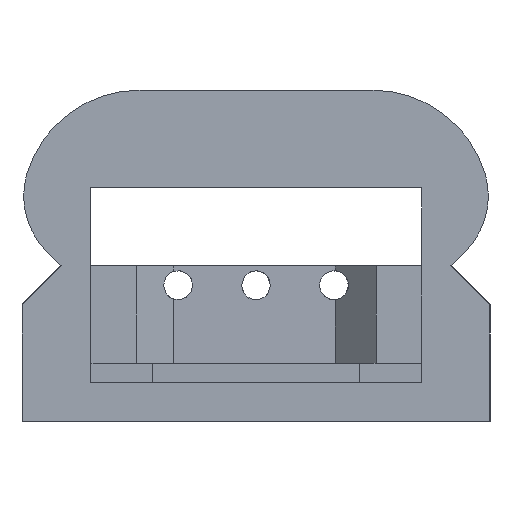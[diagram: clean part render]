
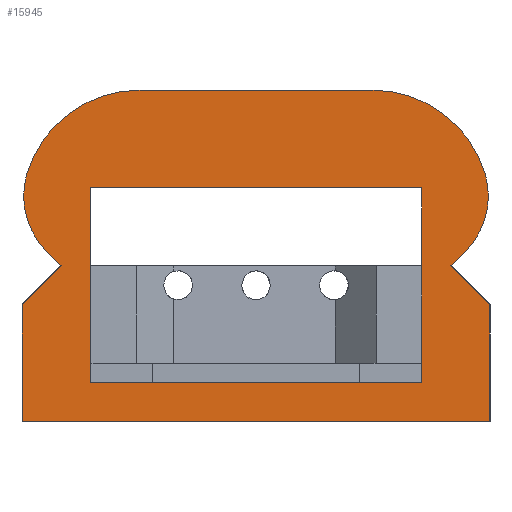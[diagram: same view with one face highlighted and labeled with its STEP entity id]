
A CAD part, left-side view. The second image highlights one B-rep face of the part: STEP entity #15945.
In plain terms, the highlighted planar face has unit normal (-1, 0, 0).
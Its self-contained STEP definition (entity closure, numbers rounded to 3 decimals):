
#241 = AXIS2_PLACEMENT_3D ( 'NONE', #17352, #8000, #13441 ) ;
#256 = CIRCLE ( 'NONE', #5111, 3. ) ;
#332 = CARTESIAN_POINT ( 'NONE',  ( -329.699, 7.263, 3. ) ) ;
#353 = CARTESIAN_POINT ( 'NONE',  ( -329.699, -4.737, 3. ) ) ;
#660 = VERTEX_POINT ( 'NONE', #5363 ) ;
#704 = CARTESIAN_POINT ( 'NONE',  ( -329.699, -2.986, 4. ) ) ;
#723 = EDGE_CURVE ( 'NONE', #6181, #7232, #5398, .T. ) ;
#768 = ORIENTED_EDGE ( 'NONE', *, *, #1144, .T. ) ;
#776 = DIRECTION ( 'NONE',  ( -1., 0., 0. ) ) ;
#1040 = VECTOR ( 'NONE', #7926, 1000. ) ;
#1095 = VECTOR ( 'NONE', #17521, 1000. ) ;
#1108 = VECTOR ( 'NONE', #4774, 1000. ) ;
#1144 = EDGE_CURVE ( 'NONE', #14142, #16966, #5469, .T. ) ;
#1198 = VERTEX_POINT ( 'NONE', #5292 ) ;
#1220 = ORIENTED_EDGE ( 'NONE', *, *, #3455, .F. ) ;
#1522 = VERTEX_POINT ( 'NONE', #14911 ) ;
#1528 = DIRECTION ( 'NONE',  ( -1., 0., 0. ) ) ;
#1538 = CARTESIAN_POINT ( 'NONE',  ( -329.699, -3.737, 4. ) ) ;
#1604 = VECTOR ( 'NONE', #13418, 1000. ) ;
#1914 = CARTESIAN_POINT ( 'NONE',  ( -329.699, 7.263, 0. ) ) ;
#1967 = CARTESIAN_POINT ( 'NONE',  ( -329.699, 6.263, 4. ) ) ;
#2166 = ORIENTED_EDGE ( 'NONE', *, *, #10316, .F. ) ;
#2210 = ORIENTED_EDGE ( 'NONE', *, *, #3276, .T. ) ;
#2506 = LINE ( 'NONE', #9478, #1604 ) ;
#2537 = PLANE ( 'NONE',  #241 ) ;
#2551 = AXIS2_PLACEMENT_3D ( 'NONE', #7498, #7162, #7421 ) ;
#2575 = EDGE_LOOP ( 'NONE', ( #14549, #2166, #12614, #5844, #11156, #13061 ) ) ;
#2732 = EDGE_CURVE ( 'NONE', #6698, #13033, #2506, .T. ) ;
#2966 = CARTESIAN_POINT ( 'NONE',  ( -329.699, -4.737, 4. ) ) ;
#2981 = CARTESIAN_POINT ( 'NONE',  ( -329.699, 7.137, 6.36 ) ) ;
#2993 = VERTEX_POINT ( 'NONE', #14282 ) ;
#3223 = ORIENTED_EDGE ( 'NONE', *, *, #14051, .T. ) ;
#3256 = ORIENTED_EDGE ( 'NONE', *, *, #3926, .T. ) ;
#3276 = EDGE_CURVE ( 'NONE', #7232, #6698, #3721, .T. ) ;
#3455 = EDGE_CURVE ( 'NONE', #10040, #1522, #16127, .T. ) ;
#3621 = CARTESIAN_POINT ( 'NONE',  ( -329.699, 6.263, 4. ) ) ;
#3633 = LINE ( 'NONE', #13196, #5072 ) ;
#3721 = LINE ( 'NONE', #3621, #4432 ) ;
#3726 = DIRECTION ( 'NONE',  ( 0., 0., -1. ) ) ;
#3926 = EDGE_CURVE ( 'NONE', #10877, #660, #5746, .T. ) ;
#4350 = LINE ( 'NONE', #6765, #7383 ) ;
#4371 = DIRECTION ( 'NONE',  ( 0., 0., -1. ) ) ;
#4432 = VECTOR ( 'NONE', #6212, 1000. ) ;
#4593 = EDGE_CURVE ( 'NONE', #2993, #16040, #12211, .T. ) ;
#4702 = CARTESIAN_POINT ( 'NONE',  ( -329.699, 5.513, 1. ) ) ;
#4717 = CARTESIAN_POINT ( 'NONE',  ( -329.699, 5.513, 6. ) ) ;
#4774 = DIRECTION ( 'NONE',  ( 0., -1., 0. ) ) ;
#4818 = DIRECTION ( 'NONE',  ( 0., 0., 1. ) ) ;
#5048 = ORIENTED_EDGE ( 'NONE', *, *, #11302, .T. ) ;
#5072 = VECTOR ( 'NONE', #6231, 1000. ) ;
#5111 = AXIS2_PLACEMENT_3D ( 'NONE', #11770, #776, #3726 ) ;
#5124 = VECTOR ( 'NONE', #4818, 1000. ) ;
#5167 = DIRECTION ( 'NONE',  ( 0., -1., 0. ) ) ;
#5290 = VECTOR ( 'NONE', #5417, 1000. ) ;
#5292 = CARTESIAN_POINT ( 'NONE',  ( -329.699, -4.611, 6.36 ) ) ;
#5350 = VERTEX_POINT ( 'NONE', #13149 ) ;
#5363 = CARTESIAN_POINT ( 'NONE',  ( -329.699, -4.109, 4.372 ) ) ;
#5398 = CIRCLE ( 'NONE', #2551, 2. ) ;
#5417 = DIRECTION ( 'NONE',  ( 0., -1., 0. ) ) ;
#5469 = LINE ( 'NONE', #9670, #11076 ) ;
#5746 = LINE ( 'NONE', #1538, #17268 ) ;
#5844 = ORIENTED_EDGE ( 'NONE', *, *, #13819, .T. ) ;
#5905 = EDGE_CURVE ( 'NONE', #9119, #2993, #7471, .T. ) ;
#6027 = CARTESIAN_POINT ( 'NONE',  ( -329.699, -4.737, 0. ) ) ;
#6177 = CIRCLE ( 'NONE', #12458, 3. ) ;
#6181 = VERTEX_POINT ( 'NONE', #2981 ) ;
#6212 = DIRECTION ( 'NONE',  ( 0., -0.707, -0.707 ) ) ;
#6231 = DIRECTION ( 'NONE',  ( 0., 1., 0. ) ) ;
#6232 = CARTESIAN_POINT ( 'NONE',  ( -329.699, 6.635, 4.372 ) ) ;
#6542 = VERTEX_POINT ( 'NONE', #12531 ) ;
#6570 = ORIENTED_EDGE ( 'NONE', *, *, #723, .T. ) ;
#6583 = LINE ( 'NONE', #2966, #7015 ) ;
#6698 = VERTEX_POINT ( 'NONE', #1967 ) ;
#6765 = CARTESIAN_POINT ( 'NONE',  ( -329.699, 7.263, 4. ) ) ;
#6909 = DIRECTION ( 'NONE',  ( 0., -1., 0. ) ) ;
#7015 = VECTOR ( 'NONE', #9848, 1000. ) ;
#7099 = EDGE_CURVE ( 'NONE', #1198, #1522, #6177, .T. ) ;
#7162 = DIRECTION ( 'NONE',  ( -1., 0., 0. ) ) ;
#7232 = VERTEX_POINT ( 'NONE', #6232 ) ;
#7383 = VECTOR ( 'NONE', #12309, 1000. ) ;
#7409 = DIRECTION ( 'NONE',  ( 0., 0., -1. ) ) ;
#7421 = DIRECTION ( 'NONE',  ( 0., 0., -1. ) ) ;
#7471 = LINE ( 'NONE', #12994, #1108 ) ;
#7498 = CARTESIAN_POINT ( 'NONE',  ( -329.699, 5.221, 5.787 ) ) ;
#7656 = VECTOR ( 'NONE', #5167, 1000. ) ;
#7726 = EDGE_CURVE ( 'NONE', #9074, #16966, #6583, .T. ) ;
#7919 = CARTESIAN_POINT ( 'NONE',  ( -329.699, 7.263, 8.5 ) ) ;
#7926 = DIRECTION ( 'NONE',  ( 0., 0., 1. ) ) ;
#7932 = AXIS2_PLACEMENT_3D ( 'NONE', #17024, #1528, #7409 ) ;
#7994 = LINE ( 'NONE', #12093, #1095 ) ;
#8000 = DIRECTION ( 'NONE',  ( 1., 0., 0. ) ) ;
#8245 = CARTESIAN_POINT ( 'NONE',  ( -329.699, -2.987, 4. ) ) ;
#8527 = ORIENTED_EDGE ( 'NONE', *, *, #7726, .F. ) ;
#8606 = EDGE_CURVE ( 'NONE', #6542, #5350, #15364, .T. ) ;
#8656 = CARTESIAN_POINT ( 'NONE',  ( -329.699, 5.513, 1. ) ) ;
#8740 = LINE ( 'NONE', #4702, #11065 ) ;
#8917 = ORIENTED_EDGE ( 'NONE', *, *, #10255, .T. ) ;
#9074 = VERTEX_POINT ( 'NONE', #353 ) ;
#9084 = ORIENTED_EDGE ( 'NONE', *, *, #7099, .T. ) ;
#9119 = VERTEX_POINT ( 'NONE', #8656 ) ;
#9478 = CARTESIAN_POINT ( 'NONE',  ( -329.699, 6.263, 4. ) ) ;
#9670 = CARTESIAN_POINT ( 'NONE',  ( -329.699, 7.263, 0. ) ) ;
#9816 = EDGE_LOOP ( 'NONE', ( #11361, #6570, #2210, #11635, #3223, #768, #8527, #5048, #3256, #8917, #9084, #1220 ) ) ;
#9848 = DIRECTION ( 'NONE',  ( 0., 0., -1. ) ) ;
#10040 = VERTEX_POINT ( 'NONE', #13233 ) ;
#10079 = CARTESIAN_POINT ( 'NONE',  ( -329.699, 7.263, 4. ) ) ;
#10255 = EDGE_CURVE ( 'NONE', #660, #1198, #15907, .T. ) ;
#10291 = EDGE_CURVE ( 'NONE', #9119, #12286, #8740, .T. ) ;
#10316 = EDGE_CURVE ( 'NONE', #5350, #12286, #3633, .T. ) ;
#10877 = VERTEX_POINT ( 'NONE', #13715 ) ;
#11065 = VECTOR ( 'NONE', #15605, 1000. ) ;
#11076 = VECTOR ( 'NONE', #6909, 1000. ) ;
#11156 = ORIENTED_EDGE ( 'NONE', *, *, #4593, .F. ) ;
#11302 = EDGE_CURVE ( 'NONE', #9074, #10877, #7994, .T. ) ;
#11361 = ORIENTED_EDGE ( 'NONE', *, *, #11739, .T. ) ;
#11427 = DIRECTION ( 'NONE',  ( -1., 0., 0. ) ) ;
#11507 = CARTESIAN_POINT ( 'NONE',  ( -329.699, -1.737, 5.5 ) ) ;
#11635 = ORIENTED_EDGE ( 'NONE', *, *, #2732, .T. ) ;
#11739 = EDGE_CURVE ( 'NONE', #10040, #6181, #256, .T. ) ;
#11770 = CARTESIAN_POINT ( 'NONE',  ( -329.699, 4.263, 5.5 ) ) ;
#11953 = CARTESIAN_POINT ( 'NONE',  ( -329.699, -2.987, 1. ) ) ;
#12093 = CARTESIAN_POINT ( 'NONE',  ( -329.699, -4.737, 3. ) ) ;
#12099 = FACE_OUTER_BOUND ( 'NONE', #9816, .T. ) ;
#12211 = LINE ( 'NONE', #11953, #1040 ) ;
#12286 = VERTEX_POINT ( 'NONE', #4717 ) ;
#12309 = DIRECTION ( 'NONE',  ( 0., 0., -1. ) ) ;
#12458 = AXIS2_PLACEMENT_3D ( 'NONE', #11507, #11427, #4371 ) ;
#12531 = CARTESIAN_POINT ( 'NONE',  ( -329.699, -2.986, 4. ) ) ;
#12614 = ORIENTED_EDGE ( 'NONE', *, *, #8606, .F. ) ;
#12994 = CARTESIAN_POINT ( 'NONE',  ( -329.699, 5.513, 1. ) ) ;
#13033 = VERTEX_POINT ( 'NONE', #332 ) ;
#13061 = ORIENTED_EDGE ( 'NONE', *, *, #5905, .F. ) ;
#13149 = CARTESIAN_POINT ( 'NONE',  ( -329.699, -2.986, 6. ) ) ;
#13196 = CARTESIAN_POINT ( 'NONE',  ( -329.699, 5.513, 6. ) ) ;
#13233 = CARTESIAN_POINT ( 'NONE',  ( -329.699, 4.263, 8.5 ) ) ;
#13242 = FACE_BOUND ( 'NONE', #2575, .T. ) ;
#13418 = DIRECTION ( 'NONE',  ( 0., 0.707, -0.707 ) ) ;
#13441 = DIRECTION ( 'NONE',  ( 0., 0., -1. ) ) ;
#13715 = CARTESIAN_POINT ( 'NONE',  ( -329.699, -3.737, 4. ) ) ;
#13819 = EDGE_CURVE ( 'NONE', #6542, #16040, #16770, .T. ) ;
#14051 = EDGE_CURVE ( 'NONE', #13033, #14142, #4350, .T. ) ;
#14142 = VERTEX_POINT ( 'NONE', #1914 ) ;
#14282 = CARTESIAN_POINT ( 'NONE',  ( -329.699, -2.987, 1. ) ) ;
#14549 = ORIENTED_EDGE ( 'NONE', *, *, #10291, .T. ) ;
#14911 = CARTESIAN_POINT ( 'NONE',  ( -329.699, -1.737, 8.5 ) ) ;
#15364 = LINE ( 'NONE', #704, #5124 ) ;
#15605 = DIRECTION ( 'NONE',  ( 0., 0., 1. ) ) ;
#15907 = CIRCLE ( 'NONE', #7932, 2. ) ;
#15945 = ADVANCED_FACE ( 'NONE', ( #13242, #12099 ), #2537, .F. ) ;
#16040 = VERTEX_POINT ( 'NONE', #8245 ) ;
#16127 = LINE ( 'NONE', #7919, #5290 ) ;
#16549 = DIRECTION ( 'NONE',  ( 0., -0.707, 0.707 ) ) ;
#16770 = LINE ( 'NONE', #10079, #7656 ) ;
#16966 = VERTEX_POINT ( 'NONE', #6027 ) ;
#17024 = CARTESIAN_POINT ( 'NONE',  ( -329.699, -2.695, 5.787 ) ) ;
#17268 = VECTOR ( 'NONE', #16549, 1000. ) ;
#17352 = CARTESIAN_POINT ( 'NONE',  ( -329.699, 7.263, 4. ) ) ;
#17521 = DIRECTION ( 'NONE',  ( 0., 0.707, 0.707 ) ) ;
